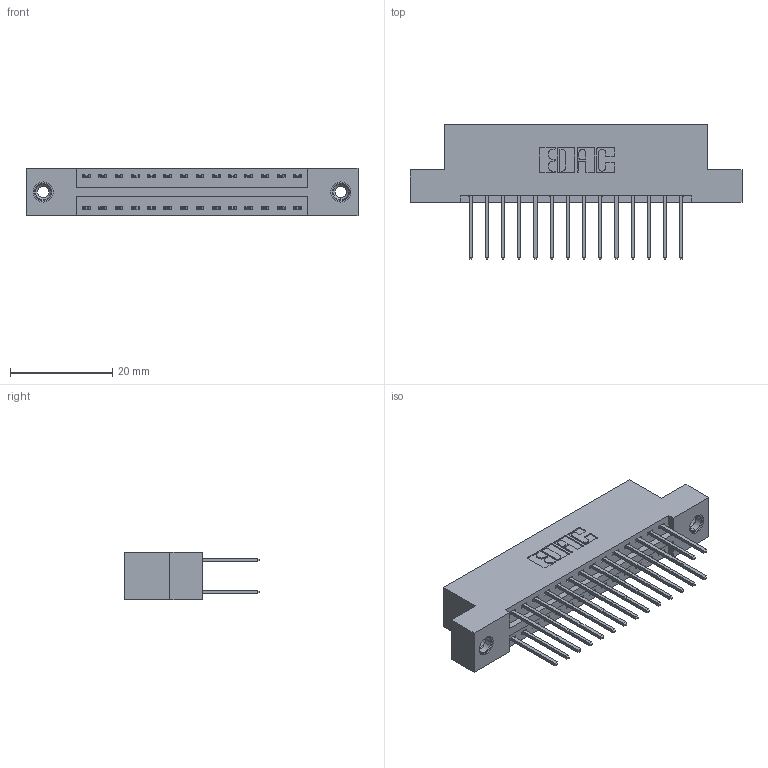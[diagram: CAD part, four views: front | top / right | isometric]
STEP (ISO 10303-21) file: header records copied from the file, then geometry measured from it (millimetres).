
FILE_DESCRIPTION (( 'STEP AP203' ), '1' );
FILE_NAME ('396-028-522-208.STEP', '2019-10-30T05:09:44', ( '' ), ( '' ), 'SwSTEP 2.0', 'SolidWorks 2016', '' );
FILE_SCHEMA (( 'CONFIG_CONTROL_DESIGN' ));
Length unit declared in the file: inch
Products named in the file (4): 345-250-001_345-250-003-102; 345-292-001_345-293-122; 346 Part_Flush Mounting Lugs - 0.156 Dia-TI; 396-028-522-208
Assembly tree (31 placements, depth 2):
  396-028-522-208
    346 Part_Flush Mounting Lugs - 0.156 Dia-TI
    345-292-001_345-293-122  x28
    345-250-001_345-250-003-102  x2
Bounding box: 65.02 x 26.42 x 9.4 mm (x, y, z)
Volume: 6188.4 mm3; surface area: 8418.9 mm2
Topology: 31 solids, 31 shells, 1638 faces, 4805 edges, 3158 vertices
Faces by surface type: plane 1088, cylinder 534, cone 12, torus 4
Entity records: 14110 total; most frequent: CARTESIAN_POINT 2347, ORIENTED_EDGE 2274, DIRECTION 2147, EDGE_CURVE 1137, LINE 929, VECTOR 929, VERTEX_POINT 752, AXIS2_PLACEMENT_3D 609
